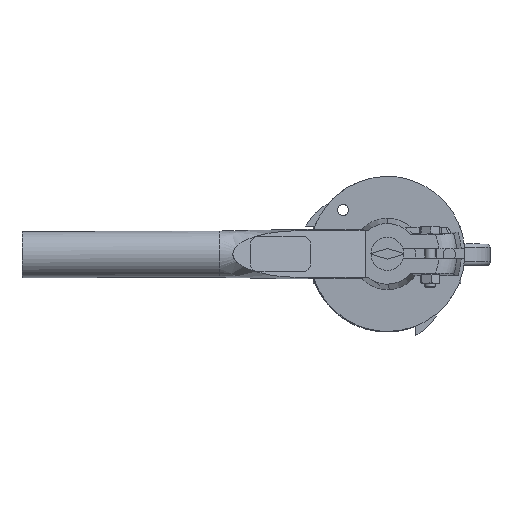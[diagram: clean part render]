
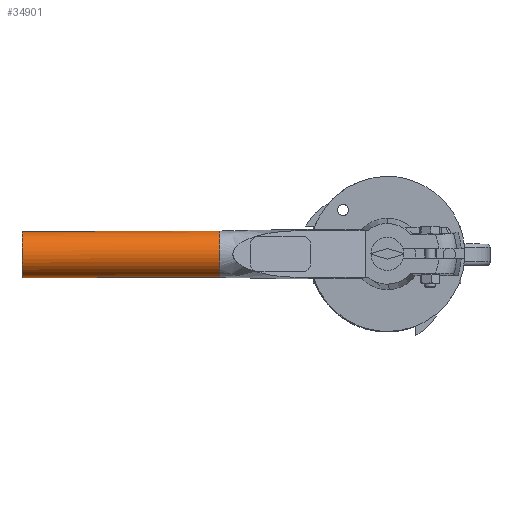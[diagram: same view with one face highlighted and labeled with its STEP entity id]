
A CAD part, top view. The second image highlights one B-rep face of the part: STEP entity #34901.
In plain terms, the highlighted cylindrical face has radius 13 mm (diameter 26 mm), a partial arc.
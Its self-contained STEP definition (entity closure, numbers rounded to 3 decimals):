
#34860=CARTESIAN_POINT('',(-62.105,0.112,184.));
#34861=DIRECTION('',(-1.,-0.002,-0.));
#34862=DIRECTION('',(0.002,-1.,-0.));
#34863=AXIS2_PLACEMENT_3D('',#34860,#34861,#34862);
#34864=CYLINDRICAL_SURFACE('',#34863,13.);
#34865=CARTESIAN_POINT('',(-93.697,-12.963,184.));
#34866=VERTEX_POINT('',#34865);
#34867=CARTESIAN_POINT('',(-204.696,-13.229,184.));
#34868=VERTEX_POINT('',#34867);
#34869=CARTESIAN_POINT('',(-93.697,-12.963,184.));
#34870=DIRECTION('',(-1.,-0.002,-0.));
#34871=VECTOR('',#34870,111.);
#34872=LINE('',#34869,#34871);
#34873=EDGE_CURVE('',#34866,#34868,#34872,.T.);
#34874=ORIENTED_EDGE('',*,*,#34873,.F.);
#34875=CARTESIAN_POINT('',(-93.759,13.037,184.));
#34876=VERTEX_POINT('',#34875);
#34877=CARTESIAN_POINT('',(-93.728,0.037,184.));
#34878=DIRECTION('',(1.,0.002,0.));
#34879=DIRECTION('',(0.002,-1.,-0.));
#34880=AXIS2_PLACEMENT_3D('',#34877,#34878,#34879);
#34881=CIRCLE('',#34880,13.);
#34882=EDGE_CURVE('',#34876,#34866,#34881,.T.);
#34883=ORIENTED_EDGE('',*,*,#34882,.F.);
#34884=CARTESIAN_POINT('',(-204.759,12.771,184.));
#34885=VERTEX_POINT('',#34884);
#34886=CARTESIAN_POINT('',(-93.759,13.037,184.));
#34887=DIRECTION('',(-1.,-0.002,-0.));
#34888=VECTOR('',#34887,111.);
#34889=LINE('',#34886,#34888);
#34890=EDGE_CURVE('',#34876,#34885,#34889,.T.);
#34891=ORIENTED_EDGE('',*,*,#34890,.T.);
#34892=CARTESIAN_POINT('',(-204.727,-0.229,184.));
#34893=DIRECTION('',(1.,0.002,0.));
#34894=DIRECTION('',(0.002,-1.,-0.));
#34895=AXIS2_PLACEMENT_3D('',#34892,#34893,#34894);
#34896=CIRCLE('',#34895,13.);
#34897=EDGE_CURVE('',#34885,#34868,#34896,.T.);
#34898=ORIENTED_EDGE('',*,*,#34897,.T.);
#34899=EDGE_LOOP('',(#34874,#34883,#34891,#34898));
#34900=FACE_BOUND('',#34899,.T.);
#34901=ADVANCED_FACE('',(#34900),#34864,.T.);
